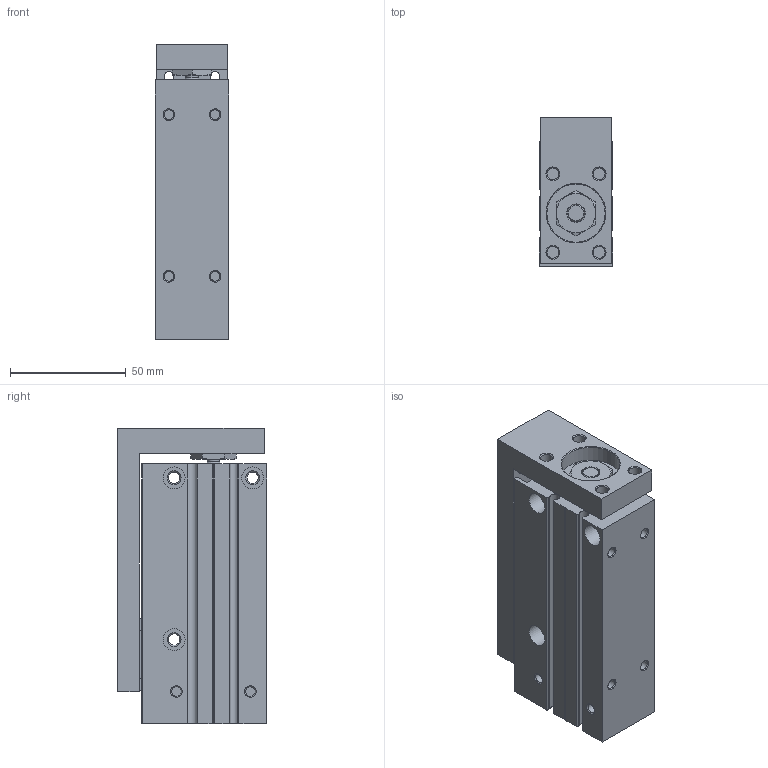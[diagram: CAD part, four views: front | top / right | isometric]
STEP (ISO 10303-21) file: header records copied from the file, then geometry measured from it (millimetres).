
FILE_DESCRIPTION(/* description */ ('STEP AP203'),/* implementation_level */ '2;1');
FILE_NAME(/* name */ 'EXH20X60-S()(0)',/* time_stamp */ '2024-05-09T17:05:03+02:00',/* author */ ('License CC BY-ND 4.0'),/* organization */ ('CADENAS'),/* preprocessor_version */ 'ST-DEVELOPER v19.3',/* originating_system */ 'PARTsolutions',/* authorisation */ ' ');
FILE_SCHEMA (('CONFIG_CONTROL_DESIGN'));
Length unit declared in the file: millimetre
Products named in the file (3): EXH20X60-S()(0); EXH20X60-S()(body-dummy); EXH20X60-S(-ROD)
Assembly tree (2 placements, depth 2):
  EXH20X60-S()(0)
    EXH20X60-S()(body-dummy)
    EXH20X60-S(-ROD)
Bounding box: 32 x 64.5 x 128 mm (x, y, z)
Volume: 203129.9 mm3; surface area: 61836.6 mm2
Topology: 2 solids, 2 shells, 284 faces, 672 edges, 428 vertices
Faces by surface type: plane 158, cylinder 72, cone 50, torus 4
Full cylindrical faces by diameter (mm): 4.134 x20, 4.917 x3, 5 x4, 5.134 x4, 5.2 x1, 5.5 x4, 7.2 x1, 8 x1, 9.5 x6, 20 x2, 22 x1, 25.2 x1
Entity records: 7827 total; most frequent: CARTESIAN_POINT 1369, DIRECTION 1330, ORIENTED_EDGE 1164, EDGE_CURVE 582, AXIS2_PLACEMENT_3D 485, EDGE_LOOP 442, FACE_BOUND 442, VERTEX_POINT 428
